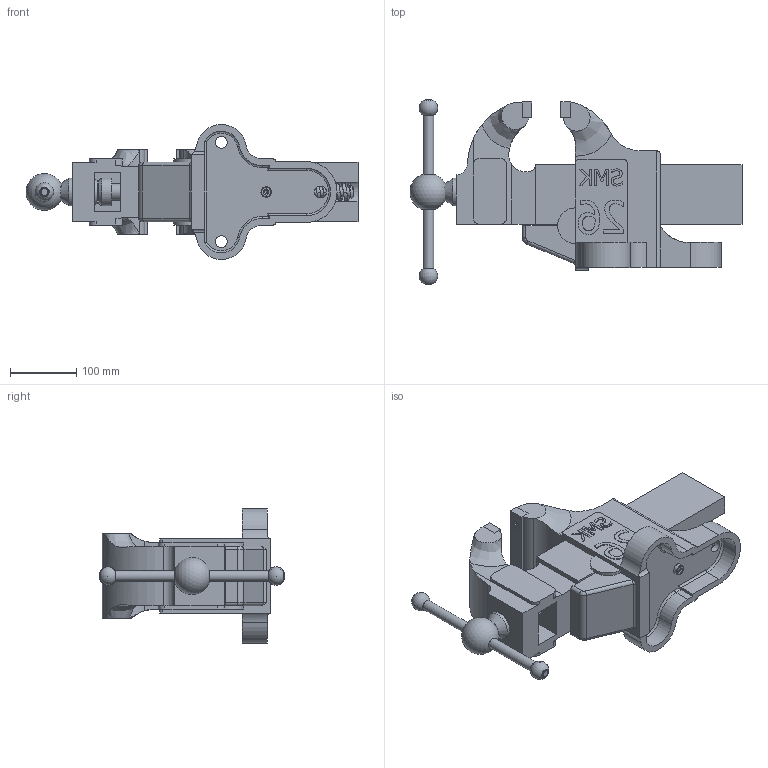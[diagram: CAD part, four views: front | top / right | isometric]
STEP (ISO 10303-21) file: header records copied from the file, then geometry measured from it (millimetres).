
FILE_DESCRIPTION(/* description */ (''),/* implementation_level */ '2;1');
FILE_NAME(/* name */ 'Assembly1.stp',/* time_stamp */ '2016-05-08T16:39:15+07:00',/* author */ ('Sinergifans'),/* organization */ (''),/* preprocessor_version */ 'ST-DEVELOPER v15.6',/* originating_system */ 'Autodesk Inventor 2015',/* authorisation */ '');
FILE_SCHEMA (('AUTOMOTIVE_DESIGN { 1 0 10303 214 3 1 1 }'));
Length unit declared in the file: millimetre
Products named in the file (13): Base; Rahang Geser; Shaft Ulir; Shaft Ulir Head; Shaft handle; Shaft Handle Head; Block; Shaft Ulir House; Stoper; ISO 10642 - M6 x  25; DIN 6912 - M10 x 30; DIN 913 - M5 x 10; Assembly1
Bounding box: 501.82 x 280 x 204 mm (x, y, z)
Volume: 5273581.7 mm3; surface area: 685380.4 mm2
Topology: 17 solids, 17 shells, 612 faces, 1599 edges, 1038 vertices
Faces by surface type: plane 289, cylinder 169, bspline 102, cone 41, torus 8, sphere 3
Full cylindrical faces by diameter (mm): 4.917 x1, 5 x2, 6 x4, 6.5 x1, 6.647 x4, 8 x4, 8.376 x1, 10 x3, 11 x1, 11.34 x4, 12 x4, 16 x2, 17 x1, 18 x3, 20.752 x1, 24 x1, 25 x35, 27 x1, 34 x1, 42 x2, 45 x1
Entity records: 24422 total; most frequent: CARTESIAN_POINT 11944, ORIENTED_EDGE 2590, DIRECTION 2235, EDGE_CURVE 1295, VERTEX_POINT 876, LINE 767, VECTOR 767, AXIS2_PLACEMENT_3D 734
